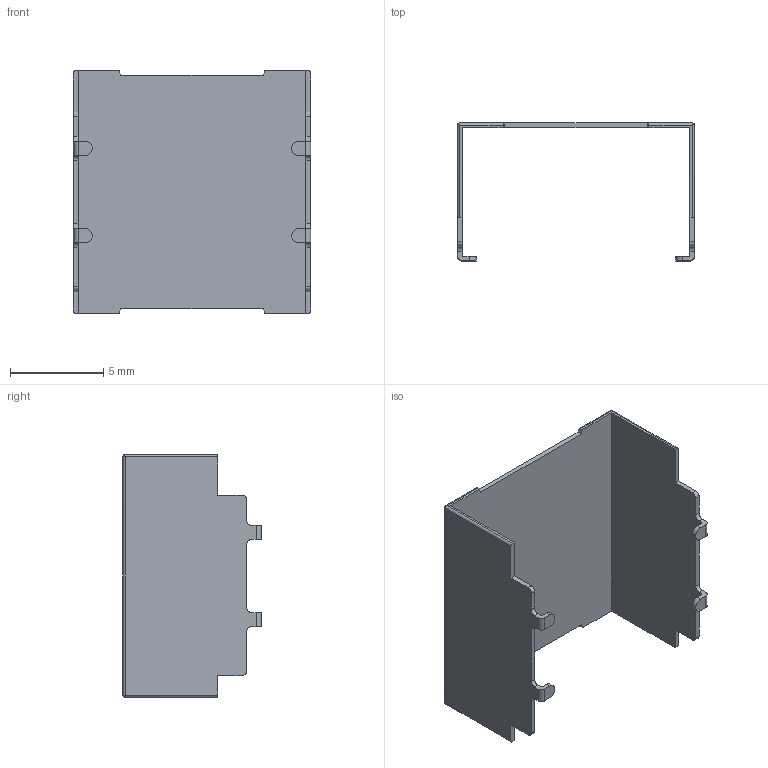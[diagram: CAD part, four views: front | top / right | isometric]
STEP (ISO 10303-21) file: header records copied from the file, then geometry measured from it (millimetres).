
FILE_DESCRIPTION(/* description */ (''),/* implementation_level */ '2;1');
FILE_NAME(/* name */ '_MB2461-bodycover.ipt.step',/* time_stamp */ '2015-01-02T19:22:24-08:00',/* author */ ('Philip'),/* organization */ (''),/* preprocessor_version */ 'ST-DEVELOPER v15.6',/* originating_system */ 'Autodesk Inventor 2015',/* authorisation */ '');
FILE_SCHEMA (('AUTOMOTIVE_DESIGN { 1 0 10303 214 3 1 1 }'));
Length unit declared in the file: inch
Products named in the file (1): _MB2461-bodycover
Bounding box: 12.7 x 7.39 x 13 mm (x, y, z)
Volume: 81.3 mm3; surface area: 660.8 mm2
Topology: 1 solids, 1 shells, 82 faces, 240 edges, 160 vertices
Faces by surface type: plane 47, cylinder 35
Entity records: 2767 total; most frequent: CARTESIAN_POINT 483, ORIENTED_EDGE 480, DIRECTION 476, EDGE_CURVE 240, LINE 170, VECTOR 170, VERTEX_POINT 160, AXIS2_PLACEMENT_3D 153
